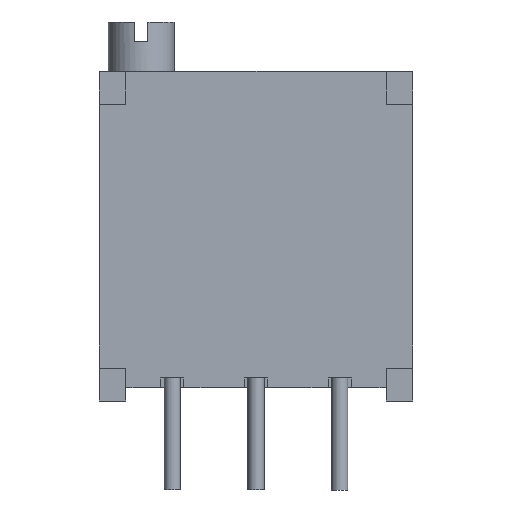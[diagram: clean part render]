
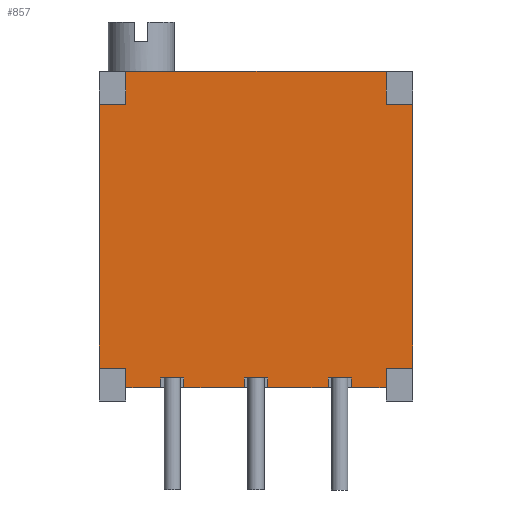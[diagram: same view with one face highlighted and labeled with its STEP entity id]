
A CAD part, left-side view. The second image highlights one B-rep face of the part: STEP entity #857.
In plain terms, the highlighted planar face has unit normal (-1, 0, 0).
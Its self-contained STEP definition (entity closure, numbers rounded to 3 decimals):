
#31=LINE('',#1230,#133);
#39=LINE('',#1245,#141);
#40=LINE('',#1247,#142);
#42=LINE('',#1253,#144);
#50=LINE('',#1268,#152);
#51=LINE('',#1270,#153);
#53=LINE('',#1276,#155);
#61=LINE('',#1291,#163);
#62=LINE('',#1293,#164);
#63=LINE('',#1295,#165);
#64=LINE('',#1296,#166);
#65=LINE('',#1298,#167);
#66=LINE('',#1300,#168);
#67=LINE('',#1302,#169);
#68=LINE('',#1304,#170);
#69=LINE('',#1306,#171);
#70=LINE('',#1308,#172);
#71=LINE('',#1310,#173);
#72=LINE('',#1312,#174);
#73=LINE('',#1314,#175);
#74=LINE('',#1316,#176);
#75=LINE('',#1318,#177);
#76=LINE('',#1320,#178);
#77=LINE('',#1321,#179);
#133=VECTOR('',#1021,10.);
#141=VECTOR('',#1033,10.);
#142=VECTOR('',#1036,10.);
#144=VECTOR('',#1040,10.);
#152=VECTOR('',#1052,10.);
#153=VECTOR('',#1055,10.);
#155=VECTOR('',#1059,10.);
#163=VECTOR('',#1071,10.);
#164=VECTOR('',#1074,10.);
#165=VECTOR('',#1077,10.);
#166=VECTOR('',#1078,10.);
#167=VECTOR('',#1079,10.);
#168=VECTOR('',#1080,10.);
#169=VECTOR('',#1081,10.);
#170=VECTOR('',#1082,10.);
#171=VECTOR('',#1083,10.);
#172=VECTOR('',#1084,10.);
#173=VECTOR('',#1085,10.);
#174=VECTOR('',#1086,10.);
#175=VECTOR('',#1087,10.);
#176=VECTOR('',#1088,10.);
#177=VECTOR('',#1089,10.);
#178=VECTOR('',#1090,10.);
#179=VECTOR('',#1091,10.);
#250=FACE_OUTER_BOUND('',#297,.T.);
#297=EDGE_LOOP('',(#615,#616,#617,#618,#619,#620,#621,#622,#623,#624,#625,
#626,#627,#628,#629,#630,#631,#632,#633,#634,#635,#636,#637,#638));
#346=VERTEX_POINT('',#1226);
#348=VERTEX_POINT('',#1229);
#352=VERTEX_POINT('',#1241);
#353=VERTEX_POINT('',#1243);
#354=VERTEX_POINT('',#1249);
#356=VERTEX_POINT('',#1252);
#360=VERTEX_POINT('',#1264);
#361=VERTEX_POINT('',#1266);
#362=VERTEX_POINT('',#1272);
#364=VERTEX_POINT('',#1275);
#368=VERTEX_POINT('',#1287);
#369=VERTEX_POINT('',#1289);
#370=VERTEX_POINT('',#1297);
#371=VERTEX_POINT('',#1299);
#372=VERTEX_POINT('',#1301);
#373=VERTEX_POINT('',#1303);
#374=VERTEX_POINT('',#1305);
#375=VERTEX_POINT('',#1307);
#376=VERTEX_POINT('',#1309);
#377=VERTEX_POINT('',#1311);
#378=VERTEX_POINT('',#1313);
#379=VERTEX_POINT('',#1315);
#380=VERTEX_POINT('',#1317);
#381=VERTEX_POINT('',#1319);
#431=EDGE_CURVE('',#348,#346,#31,.T.);
#439=EDGE_CURVE('',#352,#353,#39,.T.);
#440=EDGE_CURVE('',#353,#348,#40,.T.);
#442=EDGE_CURVE('',#356,#354,#42,.T.);
#450=EDGE_CURVE('',#360,#361,#50,.T.);
#451=EDGE_CURVE('',#361,#356,#51,.T.);
#453=EDGE_CURVE('',#364,#362,#53,.T.);
#461=EDGE_CURVE('',#368,#369,#61,.T.);
#462=EDGE_CURVE('',#369,#364,#62,.T.);
#463=EDGE_CURVE('',#346,#360,#63,.T.);
#464=EDGE_CURVE('',#354,#368,#64,.T.);
#465=EDGE_CURVE('',#362,#370,#65,.T.);
#466=EDGE_CURVE('',#371,#370,#66,.T.);
#467=EDGE_CURVE('',#372,#371,#67,.T.);
#468=EDGE_CURVE('',#373,#372,#68,.T.);
#469=EDGE_CURVE('',#374,#373,#69,.T.);
#470=EDGE_CURVE('',#375,#374,#70,.T.);
#471=EDGE_CURVE('',#376,#375,#71,.T.);
#472=EDGE_CURVE('',#377,#376,#72,.T.);
#473=EDGE_CURVE('',#378,#377,#73,.T.);
#474=EDGE_CURVE('',#379,#378,#74,.T.);
#475=EDGE_CURVE('',#380,#379,#75,.T.);
#476=EDGE_CURVE('',#381,#380,#76,.T.);
#477=EDGE_CURVE('',#381,#352,#77,.T.);
#615=ORIENTED_EDGE('',*,*,#439,.T.);
#616=ORIENTED_EDGE('',*,*,#440,.T.);
#617=ORIENTED_EDGE('',*,*,#431,.T.);
#618=ORIENTED_EDGE('',*,*,#463,.T.);
#619=ORIENTED_EDGE('',*,*,#450,.T.);
#620=ORIENTED_EDGE('',*,*,#451,.T.);
#621=ORIENTED_EDGE('',*,*,#442,.T.);
#622=ORIENTED_EDGE('',*,*,#464,.T.);
#623=ORIENTED_EDGE('',*,*,#461,.T.);
#624=ORIENTED_EDGE('',*,*,#462,.T.);
#625=ORIENTED_EDGE('',*,*,#453,.T.);
#626=ORIENTED_EDGE('',*,*,#465,.T.);
#627=ORIENTED_EDGE('',*,*,#466,.F.);
#628=ORIENTED_EDGE('',*,*,#467,.F.);
#629=ORIENTED_EDGE('',*,*,#468,.F.);
#630=ORIENTED_EDGE('',*,*,#469,.F.);
#631=ORIENTED_EDGE('',*,*,#470,.F.);
#632=ORIENTED_EDGE('',*,*,#471,.F.);
#633=ORIENTED_EDGE('',*,*,#472,.F.);
#634=ORIENTED_EDGE('',*,*,#473,.F.);
#635=ORIENTED_EDGE('',*,*,#474,.F.);
#636=ORIENTED_EDGE('',*,*,#475,.F.);
#637=ORIENTED_EDGE('',*,*,#476,.F.);
#638=ORIENTED_EDGE('',*,*,#477,.T.);
#768=PLANE('',#936);
#857=ADVANCED_FACE('',(#250),#768,.F.);
#936=AXIS2_PLACEMENT_3D('',#1294,#1075,#1076);
#1021=DIRECTION('',(0.,0.,-1.));
#1033=DIRECTION('',(0.,0.,1.));
#1036=DIRECTION('',(0.,-1.,0.));
#1040=DIRECTION('',(0.,0.,-1.));
#1052=DIRECTION('',(0.,0.,1.));
#1055=DIRECTION('',(0.,-1.,0.));
#1059=DIRECTION('',(0.,0.,-1.));
#1071=DIRECTION('',(0.,0.,1.));
#1074=DIRECTION('',(0.,-1.,0.));
#1075=DIRECTION('center_axis',(1.,0.,0.));
#1076=DIRECTION('ref_axis',(0.,0.,-1.));
#1077=DIRECTION('',(0.,-1.,0.));
#1078=DIRECTION('',(0.,-1.,0.));
#1079=DIRECTION('',(0.,-1.,0.));
#1080=DIRECTION('',(0.,0.,-1.));
#1081=DIRECTION('',(0.,1.,0.));
#1082=DIRECTION('',(0.,0.,-1.));
#1083=DIRECTION('',(0.,-1.,0.));
#1084=DIRECTION('',(0.,0.,-1.));
#1085=DIRECTION('',(0.,-1.,0.));
#1086=DIRECTION('',(0.,0.,1.));
#1087=DIRECTION('',(0.,-1.,0.));
#1088=DIRECTION('',(0.,0.,1.));
#1089=DIRECTION('',(0.,1.,0.));
#1090=DIRECTION('',(0.,0.,1.));
#1091=DIRECTION('',(0.,-1.,0.));
#1226=CARTESIAN_POINT('',(-2.,-0.35,0.4));
#1229=CARTESIAN_POINT('',(-2.,-0.35,0.7));
#1230=CARTESIAN_POINT('',(-2.,-0.35,2.5));
#1241=CARTESIAN_POINT('',(-2.,0.35,0.4));
#1243=CARTESIAN_POINT('',(-2.,0.35,0.7));
#1245=CARTESIAN_POINT('',(-2.,0.35,2.5));
#1247=CARTESIAN_POINT('',(-2.,-1.27,0.7));
#1249=CARTESIAN_POINT('',(-2.,-2.89,0.4));
#1252=CARTESIAN_POINT('',(-2.,-2.89,0.7));
#1253=CARTESIAN_POINT('',(-2.,-2.89,2.5));
#1264=CARTESIAN_POINT('',(-2.,-2.19,0.4));
#1266=CARTESIAN_POINT('',(-2.,-2.19,0.7));
#1268=CARTESIAN_POINT('',(-2.,-2.19,2.5));
#1270=CARTESIAN_POINT('',(-2.,-2.54,0.7));
#1272=CARTESIAN_POINT('',(-2.,-5.43,0.4));
#1275=CARTESIAN_POINT('',(-2.,-5.43,0.7));
#1276=CARTESIAN_POINT('',(-2.,-5.43,2.5));
#1287=CARTESIAN_POINT('',(-2.,-4.73,0.4));
#1289=CARTESIAN_POINT('',(-2.,-4.73,0.7));
#1291=CARTESIAN_POINT('',(-2.,-4.73,2.5));
#1293=CARTESIAN_POINT('',(-2.,-3.81,0.7));
#1294=CARTESIAN_POINT('Origin',(-2.,-2.54,5.));
#1295=CARTESIAN_POINT('',(-2.,-0.565,0.4));
#1296=CARTESIAN_POINT('',(-2.,-0.565,0.4));
#1297=CARTESIAN_POINT('',(-2.,-6.49,0.4));
#1298=CARTESIAN_POINT('',(-2.,-0.565,0.4));
#1299=CARTESIAN_POINT('',(-2.,-6.49,1.));
#1300=CARTESIAN_POINT('',(-2.,-6.49,0.));
#1301=CARTESIAN_POINT('',(-2.,-7.29,1.));
#1302=CARTESIAN_POINT('',(-2.,-6.49,1.));
#1303=CARTESIAN_POINT('',(-2.,-7.29,9.));
#1304=CARTESIAN_POINT('',(-2.,-7.29,2.5));
#1305=CARTESIAN_POINT('',(-2.,-6.49,9.));
#1306=CARTESIAN_POINT('',(-2.,-7.29,9.));
#1307=CARTESIAN_POINT('',(-2.,-6.49,10.));
#1308=CARTESIAN_POINT('',(-2.,-6.49,9.));
#1309=CARTESIAN_POINT('',(-2.,1.41,10.));
#1310=CARTESIAN_POINT('',(-2.,-2.54,10.));
#1311=CARTESIAN_POINT('',(-2.,1.41,9.));
#1312=CARTESIAN_POINT('',(-2.,1.41,10.));
#1313=CARTESIAN_POINT('',(-2.,2.21,9.));
#1314=CARTESIAN_POINT('',(-2.,1.41,9.));
#1315=CARTESIAN_POINT('',(-2.,2.21,1.));
#1316=CARTESIAN_POINT('',(-2.,2.21,2.5));
#1317=CARTESIAN_POINT('',(-2.,1.41,1.));
#1318=CARTESIAN_POINT('',(-2.,2.21,1.));
#1319=CARTESIAN_POINT('',(-2.,1.41,0.4));
#1320=CARTESIAN_POINT('',(-2.,1.41,1.));
#1321=CARTESIAN_POINT('',(-2.,-0.565,0.4));
